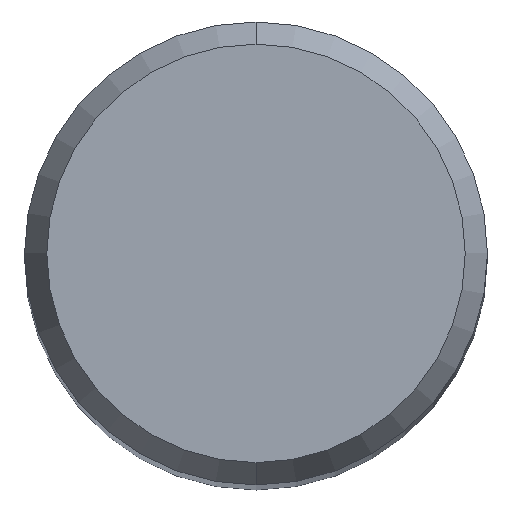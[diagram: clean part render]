
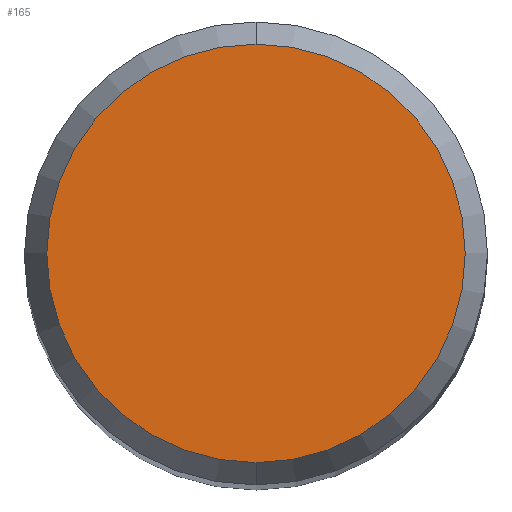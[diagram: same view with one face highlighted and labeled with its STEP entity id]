
A CAD part, top view. The second image highlights one B-rep face of the part: STEP entity #165.
In plain terms, the highlighted planar face has unit normal (0, 0, 1).
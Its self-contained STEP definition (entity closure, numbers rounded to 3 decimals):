
#103=VERTEX_POINT('',#255);
#155=EDGE_CURVE('',#103,#227,#317,.T.);
#165=ADVANCED_FACE('',(#327),#328,.T.);
#179=EDGE_CURVE('',#227,#103,#342,.T.);
#227=VERTEX_POINT('',#395);
#255=CARTESIAN_POINT('',(0.,-2.158,0.));
#317=CIRCLE('',#492,2.158);
#327=FACE_OUTER_BOUND('',#504,.T.);
#328=PLANE('',#505);
#342=CIRCLE('',#525,2.158);
#395=CARTESIAN_POINT('',(0.0,2.158,0.));
#492=AXIS2_PLACEMENT_3D('',#707,#708,#709);
#504=EDGE_LOOP('',(#717,#718));
#505=AXIS2_PLACEMENT_3D('',#719,#720,#721);
#525=AXIS2_PLACEMENT_3D('',#731,#732,#733);
#707=CARTESIAN_POINT('',(0.0,0.0,0.));
#708=DIRECTION('',(0.0,0.0,-1.0));
#709=DIRECTION('',(0.0,1.0,0.0));
#717=ORIENTED_EDGE('',*,*,#179,.F.);
#718=ORIENTED_EDGE('',*,*,#155,.F.);
#719=CARTESIAN_POINT('',(0.0,1.079,0.));
#720=DIRECTION('',(-0.0,0.0,1.0));
#721=DIRECTION('',(0.0,-1.0,0.0));
#731=CARTESIAN_POINT('',(0.0,0.0,0.));
#732=DIRECTION('',(0.0,0.0,-1.0));
#733=DIRECTION('',(0.0,1.0,0.0));
